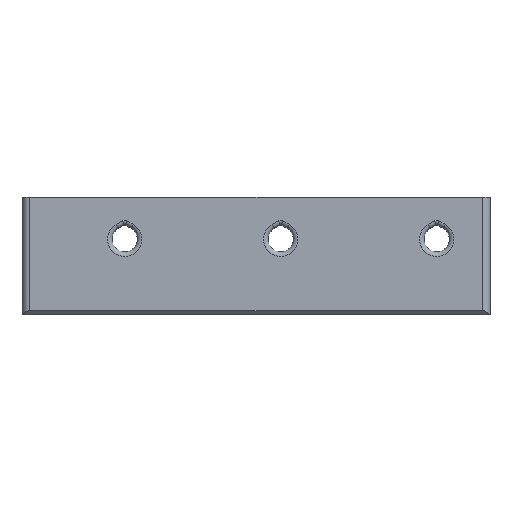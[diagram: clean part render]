
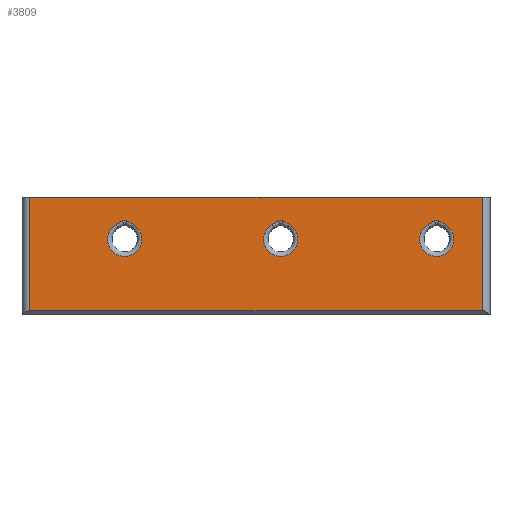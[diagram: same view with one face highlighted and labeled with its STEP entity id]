
A CAD part, front view. The second image highlights one B-rep face of the part: STEP entity #3809.
In plain terms, the highlighted planar face has unit normal (0, -1, 0).
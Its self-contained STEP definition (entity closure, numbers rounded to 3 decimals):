
#32=FACE_BOUND('',#408,.T.);
#33=FACE_BOUND('',#409,.T.);
#34=FACE_BOUND('',#410,.T.);
#51=CIRCLE('',#4064,2.25);
#52=CIRCLE('',#4065,2.25);
#53=CIRCLE('',#4066,2.25);
#196=FACE_OUTER_BOUND('',#407,.T.);
#407=EDGE_LOOP('',(#2864,#2865,#2866,#2867));
#408=EDGE_LOOP('',(#2868,#2869,#2870,#2871));
#409=EDGE_LOOP('',(#2872,#2873,#2874,#2875));
#410=EDGE_LOOP('',(#2876,#2877,#2878,#2879));
#591=LINE('',#5358,#1086);
#801=LINE('',#5847,#1296);
#816=LINE('',#5883,#1311);
#817=LINE('',#5886,#1312);
#820=LINE('',#5893,#1315);
#821=LINE('',#5895,#1316);
#822=LINE('',#5898,#1317);
#823=LINE('',#5901,#1318);
#824=LINE('',#5903,#1319);
#825=LINE('',#5905,#1320);
#826=LINE('',#5909,#1321);
#827=LINE('',#5911,#1322);
#828=LINE('',#5914,#1323);
#1086=VECTOR('',#4316,10.);
#1296=VECTOR('',#4662,10.);
#1311=VECTOR('',#4689,10.);
#1312=VECTOR('',#4694,10.);
#1315=VECTOR('',#4701,10.);
#1316=VECTOR('',#4702,10.);
#1317=VECTOR('',#4705,10.);
#1318=VECTOR('',#4706,10.);
#1319=VECTOR('',#4707,10.);
#1320=VECTOR('',#4708,10.);
#1321=VECTOR('',#4711,10.);
#1322=VECTOR('',#4712,10.);
#1323=VECTOR('',#4715,10.);
#1576=VERTEX_POINT('',#5355);
#1577=VERTEX_POINT('',#5357);
#1748=VERTEX_POINT('',#5846);
#1763=VERTEX_POINT('',#5882);
#1764=VERTEX_POINT('',#5891);
#1765=VERTEX_POINT('',#5892);
#1766=VERTEX_POINT('',#5894);
#1767=VERTEX_POINT('',#5896);
#1768=VERTEX_POINT('',#5899);
#1769=VERTEX_POINT('',#5900);
#1770=VERTEX_POINT('',#5902);
#1771=VERTEX_POINT('',#5904);
#1772=VERTEX_POINT('',#5907);
#1773=VERTEX_POINT('',#5908);
#1774=VERTEX_POINT('',#5910);
#1775=VERTEX_POINT('',#5912);
#1948=EDGE_CURVE('',#1577,#1576,#591,.T.);
#2173=EDGE_CURVE('',#1577,#1748,#801,.T.);
#2191=EDGE_CURVE('',#1748,#1763,#816,.T.);
#2193=EDGE_CURVE('',#1763,#1576,#817,.T.);
#2196=EDGE_CURVE('',#1764,#1765,#820,.T.);
#2197=EDGE_CURVE('',#1766,#1764,#821,.T.);
#2198=EDGE_CURVE('',#1767,#1766,#51,.T.);
#2199=EDGE_CURVE('',#1765,#1767,#822,.T.);
#2200=EDGE_CURVE('',#1768,#1769,#823,.T.);
#2201=EDGE_CURVE('',#1770,#1768,#824,.T.);
#2202=EDGE_CURVE('',#1771,#1770,#825,.T.);
#2203=EDGE_CURVE('',#1769,#1771,#52,.T.);
#2204=EDGE_CURVE('',#1772,#1773,#826,.T.);
#2205=EDGE_CURVE('',#1774,#1772,#827,.T.);
#2206=EDGE_CURVE('',#1775,#1774,#53,.T.);
#2207=EDGE_CURVE('',#1773,#1775,#828,.T.);
#2864=ORIENTED_EDGE('',*,*,#2173,.F.);
#2865=ORIENTED_EDGE('',*,*,#1948,.T.);
#2866=ORIENTED_EDGE('',*,*,#2193,.F.);
#2867=ORIENTED_EDGE('',*,*,#2191,.F.);
#2868=ORIENTED_EDGE('',*,*,#2196,.F.);
#2869=ORIENTED_EDGE('',*,*,#2197,.F.);
#2870=ORIENTED_EDGE('',*,*,#2198,.F.);
#2871=ORIENTED_EDGE('',*,*,#2199,.F.);
#2872=ORIENTED_EDGE('',*,*,#2200,.F.);
#2873=ORIENTED_EDGE('',*,*,#2201,.F.);
#2874=ORIENTED_EDGE('',*,*,#2202,.F.);
#2875=ORIENTED_EDGE('',*,*,#2203,.F.);
#2876=ORIENTED_EDGE('',*,*,#2204,.F.);
#2877=ORIENTED_EDGE('',*,*,#2205,.F.);
#2878=ORIENTED_EDGE('',*,*,#2206,.F.);
#2879=ORIENTED_EDGE('',*,*,#2207,.F.);
#3620=PLANE('',#4063);
#3809=ADVANCED_FACE('',(#196,#32,#33,#34),#3620,.F.);
#4063=AXIS2_PLACEMENT_3D('',#5890,#4699,#4700);
#4064=AXIS2_PLACEMENT_3D('',#5897,#4703,#4704);
#4065=AXIS2_PLACEMENT_3D('',#5906,#4709,#4710);
#4066=AXIS2_PLACEMENT_3D('',#5913,#4713,#4714);
#4316=DIRECTION('',(-1.,0.,0.));
#4662=DIRECTION('',(0.,0.,-1.));
#4689=DIRECTION('',(-1.,0.,0.));
#4694=DIRECTION('',(0.,0.,1.));
#4699=DIRECTION('center_axis',(0.,1.,0.));
#4700=DIRECTION('ref_axis',(1.,0.,0.));
#4701=DIRECTION('',(-1.,0.,0.));
#4702=DIRECTION('',(-0.866,0.,0.5));
#4703=DIRECTION('center_axis',(0.,-1.,0.));
#4704=DIRECTION('ref_axis',(0.,0.,-1.));
#4705=DIRECTION('',(-0.866,0.,-0.5));
#4706=DIRECTION('',(-0.866,0.,-0.5));
#4707=DIRECTION('',(-1.,0.,0.));
#4708=DIRECTION('',(-0.866,0.,0.5));
#4709=DIRECTION('center_axis',(0.,-1.,0.));
#4710=DIRECTION('ref_axis',(0.,0.,
-1.));
#4711=DIRECTION('',(-1.,0.,0.));
#4712=DIRECTION('',(-0.866,0.,0.5));
#4713=DIRECTION('center_axis',(0.,-1.,0.));
#4714=DIRECTION('ref_axis',(0.,0.,-1.));
#4715=DIRECTION('',(-0.866,0.,-0.5));
#5355=CARTESIAN_POINT('',(-12.5,9.5,15.));
#5357=CARTESIAN_POINT('',(47.,9.5,15.));
#5358=CARTESIAN_POINT('',(48.,9.5,15.));
#5846=CARTESIAN_POINT('',(47.,9.5,0.1));
#5847=CARTESIAN_POINT('',(47.,9.5,11.15));
#5882=CARTESIAN_POINT('',(-12.5,9.5,0.1));
#5883=CARTESIAN_POINT('',(29.3,9.5,0.1));
#5886=CARTESIAN_POINT('',(-12.5,9.5,3.45));
#5890=CARTESIAN_POINT('Origin',(20.5,9.5,7.3));
#5891=CARTESIAN_POINT('',(20.756,9.5,11.95));
#5892=CARTESIAN_POINT('',(20.244,9.5,11.95));
#5893=CARTESIAN_POINT('',(20.452,9.5,11.95));
#5894=CARTESIAN_POINT('',(21.625,9.5,11.449));
#5895=CARTESIAN_POINT('',(21.737,9.5,11.384));
#5896=CARTESIAN_POINT('',(19.375,9.5,11.449));
#5897=CARTESIAN_POINT('Origin',(20.5,9.5,9.5));
#5898=CARTESIAN_POINT('',(18.899,9.5,11.174));
#5899=CARTESIAN_POINT('',(-0.256,9.5,11.95));
#5900=CARTESIAN_POINT('',(-1.125,9.5,11.449));
#5901=CARTESIAN_POINT('',(6.451,9.5,15.822));
#5902=CARTESIAN_POINT('',(0.256,9.5,11.95));
#5903=CARTESIAN_POINT('',(10.298,9.5,11.95));
#5904=CARTESIAN_POINT('',(1.125,9.5,11.449));
#5905=CARTESIAN_POINT('',(9.289,9.5,6.735));
#5906=CARTESIAN_POINT('Origin',(0.,9.5,9.5));
#5907=CARTESIAN_POINT('',(41.256,9.5,11.95));
#5908=CARTESIAN_POINT('',(40.744,9.5,11.95));
#5909=CARTESIAN_POINT('',(30.798,9.5,11.95));
#5910=CARTESIAN_POINT('',(42.125,9.5,11.449));
#5911=CARTESIAN_POINT('',(34.914,9.5,15.612));
#5912=CARTESIAN_POINT('',(39.875,9.5,11.449));
#5913=CARTESIAN_POINT('Origin',(41.,9.5,9.5));
#5914=CARTESIAN_POINT('',(32.076,9.5,6.946));
